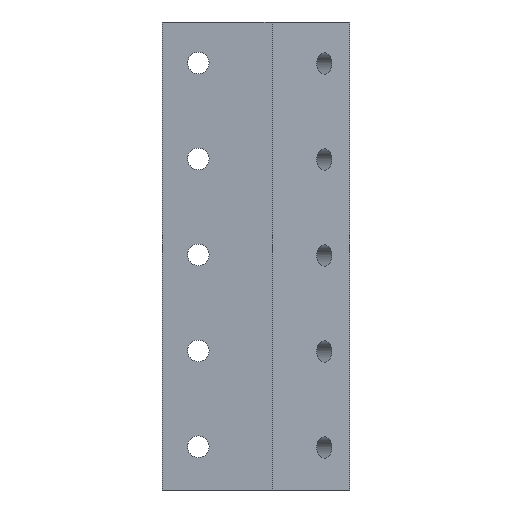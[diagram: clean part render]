
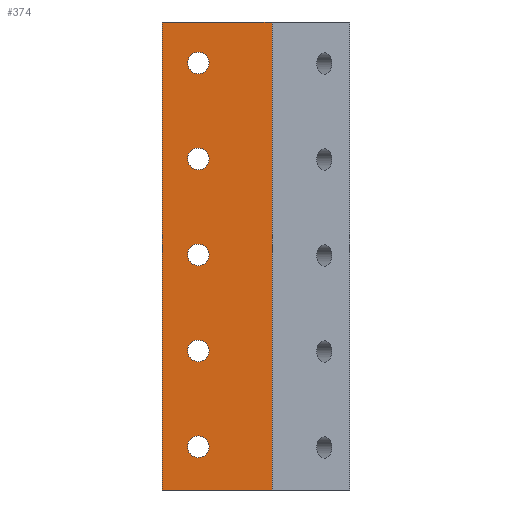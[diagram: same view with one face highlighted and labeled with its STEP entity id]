
A CAD part, left-side view. The second image highlights one B-rep face of the part: STEP entity #374.
In plain terms, the highlighted planar face has unit normal (-1, 0, 0).
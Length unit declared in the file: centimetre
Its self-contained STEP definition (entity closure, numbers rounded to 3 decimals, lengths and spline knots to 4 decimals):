
#25=FACE_BOUND('',#85,.T.);
#26=FACE_BOUND('',#86,.T.);
#27=FACE_BOUND('',#87,.T.);
#28=FACE_BOUND('',#88,.T.);
#29=FACE_BOUND('',#89,.T.);
#38=PLANE('',#426);
#56=FACE_OUTER_BOUND('',#84,.T.);
#84=EDGE_LOOP('',(#317,#318,#319,#320));
#85=EDGE_LOOP('',(#321));
#86=EDGE_LOOP('',(#322));
#87=EDGE_LOOP('',(#323));
#88=EDGE_LOOP('',(#324));
#89=EDGE_LOOP('',(#325));
#118=LINE('',#618,#146);
#119=LINE('',#621,#147);
#120=LINE('',#623,#148);
#121=LINE('',#624,#149);
#146=VECTOR('',#518,1.);
#147=VECTOR('',#521,1.);
#148=VECTOR('',#522,1.);
#149=VECTOR('',#523,1.);
#155=CIRCLE('',#394,0.15);
#157=CIRCLE('',#397,0.15);
#159=CIRCLE('',#400,0.15);
#161=CIRCLE('',#403,0.15);
#163=CIRCLE('',#406,0.15);
#175=VERTEX_POINT('',#539);
#177=VERTEX_POINT('',#545);
#179=VERTEX_POINT('',#551);
#181=VERTEX_POINT('',#557);
#183=VERTEX_POINT('',#563);
#201=VERTEX_POINT('',#614);
#202=VERTEX_POINT('',#616);
#203=VERTEX_POINT('',#620);
#204=VERTEX_POINT('',#622);
#207=EDGE_CURVE('',#175,#175,#155,.T.);
#210=EDGE_CURVE('',#177,#177,#157,.T.);
#213=EDGE_CURVE('',#179,#179,#159,.T.);
#216=EDGE_CURVE('',#181,#181,#161,.T.);
#219=EDGE_CURVE('',#183,#183,#163,.T.);
#246=EDGE_CURVE('',#201,#202,#118,.T.);
#247=EDGE_CURVE('',#203,#201,#119,.T.);
#248=EDGE_CURVE('',#204,#202,#120,.T.);
#249=EDGE_CURVE('',#203,#204,#121,.T.);
#317=ORIENTED_EDGE('',*,*,#247,.T.);
#318=ORIENTED_EDGE('',*,*,#246,.T.);
#319=ORIENTED_EDGE('',*,*,#248,.F.);
#320=ORIENTED_EDGE('',*,*,#249,.F.);
#321=ORIENTED_EDGE('',*,*,#207,.T.);
#322=ORIENTED_EDGE('',*,*,#210,.T.);
#323=ORIENTED_EDGE('',*,*,#213,.T.);
#324=ORIENTED_EDGE('',*,*,#216,.T.);
#325=ORIENTED_EDGE('',*,*,#219,.T.);
#374=ADVANCED_FACE('',(#56,#25,#26,#27,#28,#29),#38,.T.);
#394=AXIS2_PLACEMENT_3D('',#540,#435,#436);
#397=AXIS2_PLACEMENT_3D('',#546,#442,#443);
#400=AXIS2_PLACEMENT_3D('',#552,#449,#450);
#403=AXIS2_PLACEMENT_3D('',#558,#456,#457);
#406=AXIS2_PLACEMENT_3D('',#564,#463,#464);
#426=AXIS2_PLACEMENT_3D('',#619,#519,#520);
#435=DIRECTION('center_axis',(1.,0.,0.));
#436=DIRECTION('ref_axis',(0.,-1.,0.));
#442=DIRECTION('center_axis',(1.,0.,0.));
#443=DIRECTION('ref_axis',(0.,-1.,0.));
#449=DIRECTION('center_axis',(1.,0.,0.));
#450=DIRECTION('ref_axis',(0.,-1.,0.));
#456=DIRECTION('center_axis',(1.,0.,0.));
#457=DIRECTION('ref_axis',(0.,-1.,0.));
#463=DIRECTION('center_axis',(1.,0.,0.));
#464=DIRECTION('ref_axis',(0.,-1.,0.));
#518=DIRECTION('',(0.,0.,1.));
#519=DIRECTION('center_axis',(-1.,0.,0.));
#520=DIRECTION('ref_axis',(0.,-1.,0.));
#521=DIRECTION('',(0.,-1.,0.));
#522=DIRECTION('',(0.,-1.,0.));
#523=DIRECTION('',(0.,0.,1.));
#539=CARTESIAN_POINT('',(-0.3,1.05,4.599));
#540=CARTESIAN_POINT('Origin',(-0.3,0.9,4.599));
#545=CARTESIAN_POINT('',(-0.3,1.05,1.933));
#546=CARTESIAN_POINT('Origin',(-0.3,0.9,1.933));
#551=CARTESIAN_POINT('',(-0.3,1.05,0.6));
#552=CARTESIAN_POINT('Origin',(-0.3,0.9,0.6));
#557=CARTESIAN_POINT('',(-0.3,1.05,3.266));
#558=CARTESIAN_POINT('Origin',(-0.3,0.9,3.266));
#563=CARTESIAN_POINT('',(-0.3,1.05,5.932));
#564=CARTESIAN_POINT('Origin',(-0.3,0.9,5.932));
#614=CARTESIAN_POINT('',(-0.3,-0.1239,0.));
#616=CARTESIAN_POINT('',(-0.3,-0.1239,6.5));
#618=CARTESIAN_POINT('',(-0.3,-0.1239,0.));
#619=CARTESIAN_POINT('Origin',(-0.3,1.4,0.));
#620=CARTESIAN_POINT('',(-0.3,1.4,0.));
#621=CARTESIAN_POINT('',(-0.3,1.4,0.));
#622=CARTESIAN_POINT('',(-0.3,1.4,6.5));
#623=CARTESIAN_POINT('',(-0.3,1.4,6.5));
#624=CARTESIAN_POINT('',(-0.3,1.4,0.));
